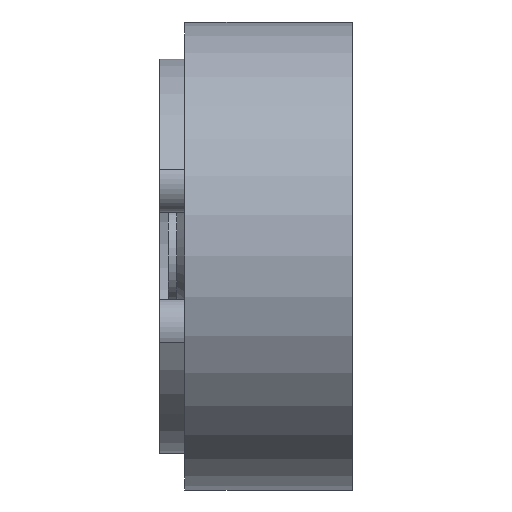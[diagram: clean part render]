
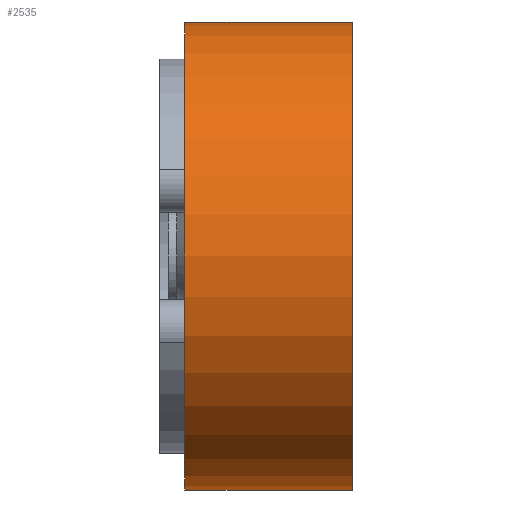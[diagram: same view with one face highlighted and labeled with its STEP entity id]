
A CAD part, left-side view. The second image highlights one B-rep face of the part: STEP entity #2535.
In plain terms, the highlighted cylindrical face has radius 14 mm (diameter 28 mm), a partial arc.
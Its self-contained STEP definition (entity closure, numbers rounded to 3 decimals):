
#98 = VECTOR ( 'NONE', #2126, 1000. ) ;
#115 = CARTESIAN_POINT ( 'NONE',  ( -45., 0., 14. ) ) ;
#160 = LINE ( 'NONE', #2354, #98 ) ;
#226 = CARTESIAN_POINT ( 'NONE',  ( -45., 10., 14. ) ) ;
#271 = DIRECTION ( 'NONE',  ( 0., 1., 0. ) ) ;
#433 = ORIENTED_EDGE ( 'NONE', *, *, #512, .F. ) ;
#495 = EDGE_CURVE ( 'NONE', #1678, #2134, #1042, .T. ) ;
#512 = EDGE_CURVE ( 'NONE', #1934, #1678, #2440, .T. ) ;
#516 = AXIS2_PLACEMENT_3D ( 'NONE', #2077, #2288, #2085 ) ;
#533 = CARTESIAN_POINT ( 'NONE',  ( -45., 0., -14. ) ) ;
#667 = EDGE_CURVE ( 'NONE', #928, #2134, #1164, .T. ) ;
#671 = DIRECTION ( 'NONE',  ( 0., -1., 0. ) ) ;
#760 = VECTOR ( 'NONE', #671, 1000. ) ;
#928 = VERTEX_POINT ( 'NONE', #533 ) ;
#967 = ORIENTED_EDGE ( 'NONE', *, *, #2095, .T. ) ;
#1042 = LINE ( 'NONE', #226, #760 ) ;
#1043 = DIRECTION ( 'NONE',  ( 0., 0., -1. ) ) ;
#1096 = FACE_OUTER_BOUND ( 'NONE', #1842, .T. ) ;
#1164 = CIRCLE ( 'NONE', #1688, 14. ) ;
#1243 = DIRECTION ( 'NONE',  ( 0., -1., 0. ) ) ;
#1287 = CYLINDRICAL_SURFACE ( 'NONE', #2367, 14. ) ;
#1493 = CARTESIAN_POINT ( 'NONE',  ( -45., 10., 14. ) ) ;
#1678 = VERTEX_POINT ( 'NONE', #1493 ) ;
#1688 = AXIS2_PLACEMENT_3D ( 'NONE', #2332, #271, #2496 ) ;
#1842 = EDGE_LOOP ( 'NONE', ( #2021, #433, #967, #2582 ) ) ;
#1934 = VERTEX_POINT ( 'NONE', #2082 ) ;
#2021 = ORIENTED_EDGE ( 'NONE', *, *, #495, .F. ) ;
#2077 = CARTESIAN_POINT ( 'NONE',  ( -45., 10., 0. ) ) ;
#2082 = CARTESIAN_POINT ( 'NONE',  ( -45., 10., -14. ) ) ;
#2085 = DIRECTION ( 'NONE',  ( 0., 0., 1. ) ) ;
#2095 = EDGE_CURVE ( 'NONE', #1934, #928, #160, .T. ) ;
#2126 = DIRECTION ( 'NONE',  ( 0., -1., 0. ) ) ;
#2134 = VERTEX_POINT ( 'NONE', #115 ) ;
#2288 = DIRECTION ( 'NONE',  ( 0., 1., 0. ) ) ;
#2332 = CARTESIAN_POINT ( 'NONE',  ( -45., 0., 0. ) ) ;
#2354 = CARTESIAN_POINT ( 'NONE',  ( -45., 10., -14. ) ) ;
#2367 = AXIS2_PLACEMENT_3D ( 'NONE', #2466, #1243, #1043 ) ;
#2440 = CIRCLE ( 'NONE', #516, 14. ) ;
#2466 = CARTESIAN_POINT ( 'NONE',  ( -45., 10., 0. ) ) ;
#2496 = DIRECTION ( 'NONE',  ( 0., 0., 1. ) ) ;
#2535 = ADVANCED_FACE ( 'NONE', ( #1096 ), #1287, .T. ) ;
#2582 = ORIENTED_EDGE ( 'NONE', *, *, #667, .T. ) ;
